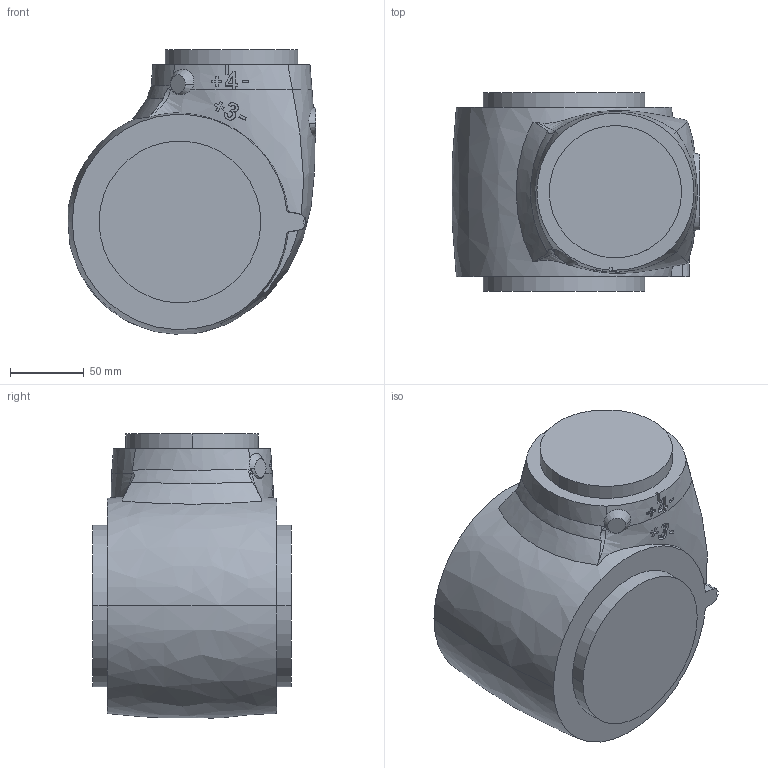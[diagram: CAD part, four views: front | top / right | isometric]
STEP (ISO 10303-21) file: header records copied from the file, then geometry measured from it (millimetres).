
FILE_DESCRIPTION((''),'2;1');
FILE_NAME('MANIFOLD_SOLID_BREP_12016','2016-06-08T',('Stud'),(''),'PRO/ENGINEER BY PARAMETRIC TECHNOLOGY CORPORATION, 2013050','PRO/ENGINEER BY PARAMETRIC TECHNOLOGY CORPORATION, 2013050','');
FILE_SCHEMA(('CONFIG_CONTROL_DESIGN'));
Length unit declared in the file: millimetre
Products named in the file (1): MANIFOLD_SOLID_BREP_12016
Bounding box: 168.63 x 135 x 193.27 mm (x, y, z)
Volume: 2874620.7 mm3; surface area: 117631.3 mm2
Topology: 1 solids, 1 shells, 133 faces, 357 edges, 238 vertices
Faces by surface type: plane 80, bspline 37, cylinder 10, cone 3, extrusion 3
Entity records: 6804 total; most frequent: CARTESIAN_POINT 3803, ORIENTED_EDGE 714, DIRECTION 433, EDGE_CURVE 357, VERTEX_POINT 238, VECTOR 165, LINE 162, B_SPLINE_CURVE_WITH_KNOTS 157
